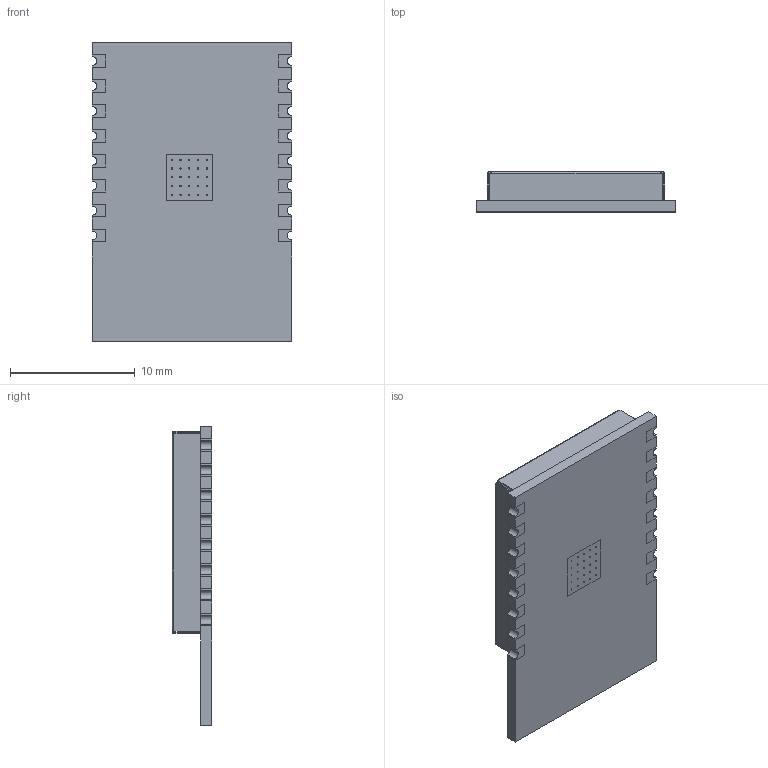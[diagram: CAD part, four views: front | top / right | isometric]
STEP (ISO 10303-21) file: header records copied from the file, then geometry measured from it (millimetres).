
FILE_DESCRIPTION (( 'STEP AP214' ), '1' );
FILE_NAME ('ESP-12S.STEP', '2018-10-26T16:30:22', ( '' ), ( '' ), 'SwSTEP 2.0', 'SolidWorks 2017', '' );
FILE_SCHEMA (( 'AUTOMOTIVE_DESIGN' ));
Length unit declared in the file: millimetre
Products named in the file (1): ESP-12S
Bounding box: 16 x 3.2 x 24 mm (x, y, z)
Volume: 378.8 mm3; surface area: 1718.3 mm2
Topology: 20 solids, 20 shells, 413 faces, 1084 edges, 712 vertices
Faces by surface type: plane 289, cylinder 108, bspline 16
Entity records: 13221 total; most frequent: CARTESIAN_POINT 2702, ORIENTED_EDGE 2168, DIRECTION 1924, EDGE_CURVE 1084, LINE 840, VECTOR 840, VERTEX_POINT 712, AXIS2_PLACEMENT_3D 542
